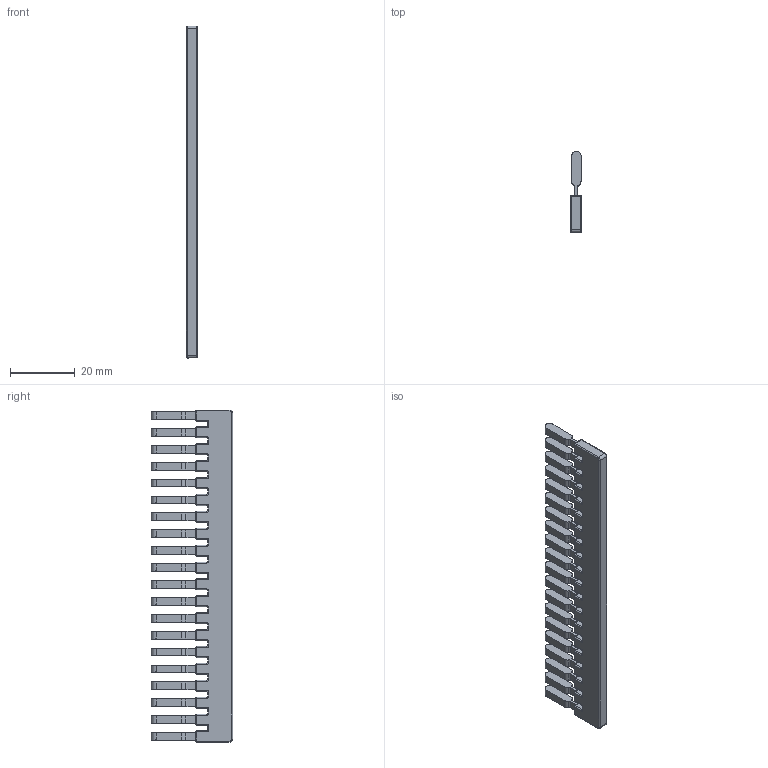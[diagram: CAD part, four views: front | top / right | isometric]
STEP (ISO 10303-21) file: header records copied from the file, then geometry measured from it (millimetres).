
FILE_DESCRIPTION (( 'STEP AP203' ), '1' );
FILE_NAME ('KN-P20J25.step', '2025-04-29T14:03:19', ( '' ), ( '' ), 'SwSTEP 2.0', 'SolidWorks 2024', '' );
FILE_SCHEMA (( 'CONFIG_CONTROL_DESIGN' ));
Length unit declared in the file: millimetre
Products named in the file (1): KN-P20J25
Bounding box: 3.4 x 25 x 102.2 mm (x, y, z)
Volume: 4979.3 mm3; surface area: 5817.9 mm2
Topology: 1 solids, 1 shells, 752 faces, 1870 edges, 1060 vertices
Faces by surface type: cylinder 359, plane 233, torus 80, sphere 80
Entity records: 22416 total; most frequent: CARTESIAN_POINT 4656, DIRECTION 3947, ORIENTED_EDGE 3580, EDGE_CURVE 1790, AXIS2_PLACEMENT_3D 1483, VERTEX_POINT 1060, LINE 981, VECTOR 981
